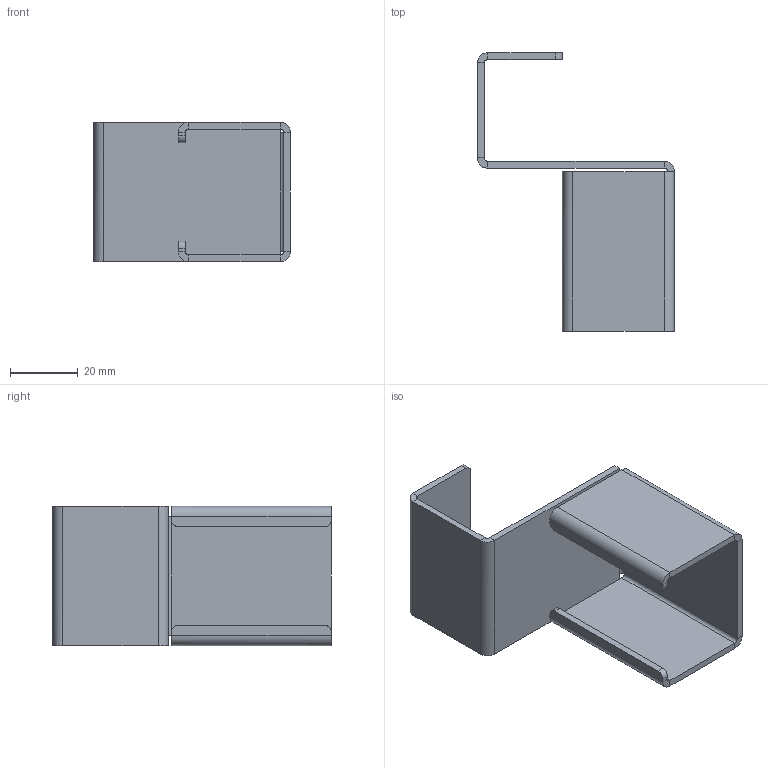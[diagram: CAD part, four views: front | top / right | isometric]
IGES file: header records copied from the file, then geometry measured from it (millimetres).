
Global section: file name: 350022; native system: Autodesk Inventor 2018; preprocessor: unknown; author: Fiala; date: 20190413.131102; units: millimetre
Bounding box: 58 x 82 x 41 mm (x, y, z)
Volume: 19190.6 mm3; surface area: 20283.7 mm2
Topology: 1 solids, 1 shells, 71 faces, 153 edges, 84 vertices
Faces by surface type: bspline 71
